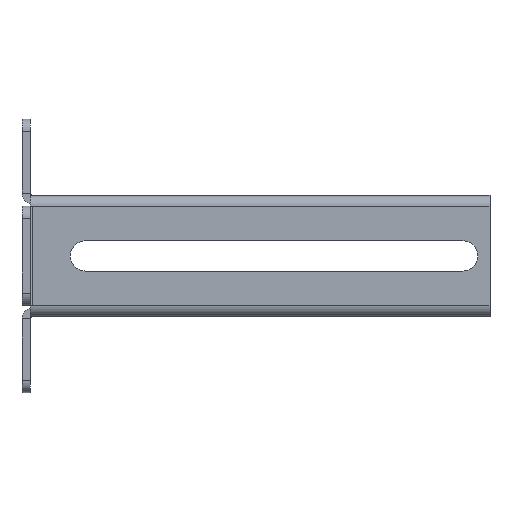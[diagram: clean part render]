
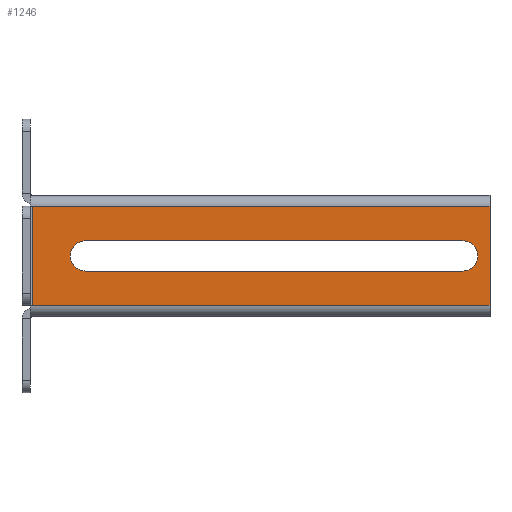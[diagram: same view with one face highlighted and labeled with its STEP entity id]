
A CAD part, top view. The second image highlights one B-rep face of the part: STEP entity #1246.
In plain terms, the highlighted planar face has unit normal (0, 0, 1).
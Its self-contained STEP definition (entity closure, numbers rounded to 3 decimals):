
#1246=ADVANCED_FACE('',(#2672,#2674),#2676,.T.);
#2672=FACE_BOUND('',#2673,.T.);
#2673=EDGE_LOOP('',(#3805,#3806,#3807,#3808));
#2674=FACE_BOUND('',#2675,.T.);
#2675=EDGE_LOOP('',(#3809,#3810,#3811,#3812));
#2676=PLANE('',#2677);
#2677=AXIS2_PLACEMENT_3D('',#2678,#2679,#2680);
#2678=CARTESIAN_POINT('',(0.,0.,3.5));
#2679=DIRECTION('',(0.,0.,1.));
#2680=DIRECTION('',(1.,0.,0.));
#3805=ORIENTED_EDGE('',*,*,#4424,.T.);
#3806=ORIENTED_EDGE('',*,*,#4425,.T.);
#3807=ORIENTED_EDGE('',*,*,#4426,.T.);
#3808=ORIENTED_EDGE('',*,*,#4402,.T.);
#3809=ORIENTED_EDGE('',*,*,#4427,.T.);
#3810=ORIENTED_EDGE('',*,*,#4428,.T.);
#3811=ORIENTED_EDGE('',*,*,#4429,.T.);
#3812=ORIENTED_EDGE('',*,*,#4430,.T.);
#4402=EDGE_CURVE('',#5130,#5128,#5131,.T.);
#4424=EDGE_CURVE('',#5128,#5165,#5166,.T.);
#4425=EDGE_CURVE('',#5165,#5167,#5168,.T.);
#4426=EDGE_CURVE('',#5167,#5130,#5169,.T.);
#4427=EDGE_CURVE('',#5170,#5171,#5172,.T.);
#4428=EDGE_CURVE('',#5171,#5173,#5174,.F.);
#4429=EDGE_CURVE('',#5173,#5175,#5176,.T.);
#4430=EDGE_CURVE('',#5175,#5170,#5177,.F.);
#5128=VERTEX_POINT('',#6758);
#5130=VERTEX_POINT('',#6762);
#5131=LINE('',#6763,#6764);
#5165=VERTEX_POINT('',#6848);
#5166=LINE('',#6849,#6850);
#5167=VERTEX_POINT('',#6852);
#5168=LINE('',#6853,#6854);
#5169=LINE('',#6856,#6857);
#5170=VERTEX_POINT('',#6859);
#5171=VERTEX_POINT('',#6860);
#5172=CIRCLE('',#6861,6.25);
#5173=VERTEX_POINT('',#6865);
#5174=LINE('',#6866,#6867);
#5175=VERTEX_POINT('',#6869);
#5176=CIRCLE('',#6870,6.25);
#5177=LINE('',#6874,#6875);
#6758=CARTESIAN_POINT('',(1.,45.5,3.5));
#6762=CARTESIAN_POINT('',(190.,45.5,3.5));
#6763=CARTESIAN_POINT('',(190.,45.5,3.5));
#6764=VECTOR('',#6765,1.);
#6765=DIRECTION('',(-1.,0.,0.));
#6848=CARTESIAN_POINT('',(1.,4.5,3.5));
#6849=CARTESIAN_POINT('',(1.,45.5,3.5));
#6850=VECTOR('',#6851,1.);
#6851=DIRECTION('',(0.,-1.,0.));
#6852=CARTESIAN_POINT('',(190.,4.5,3.5));
#6853=CARTESIAN_POINT('',(1.,4.5,3.5));
#6854=VECTOR('',#6855,1.);
#6855=DIRECTION('',(1.,0.,0.));
#6856=CARTESIAN_POINT('',(190.,4.5,3.5));
#6857=VECTOR('',#6858,1.);
#6858=DIRECTION('',(0.,1.,0.));
#6859=CARTESIAN_POINT('',(22.75,18.75,3.5));
#6860=CARTESIAN_POINT('',(22.75,31.25,3.5));
#6861=AXIS2_PLACEMENT_3D('',#6862,#6863,#6864);
#6862=CARTESIAN_POINT('',(22.75,25.,3.5));
#6863=DIRECTION('',(0.,0.,-1.));
#6864=DIRECTION('',(0.,-1.,0.));
#6865=CARTESIAN_POINT('',(178.75,31.25,3.5));
#6866=CARTESIAN_POINT('',(178.75,31.25,3.5));
#6867=VECTOR('',#6868,1.);
#6868=DIRECTION('',(-1.,0.,0.));
#6869=CARTESIAN_POINT('',(178.75,18.75,3.5));
#6870=AXIS2_PLACEMENT_3D('',#6871,#6872,#6873);
#6871=CARTESIAN_POINT('',(178.75,25.,3.5));
#6872=DIRECTION('',(0.,0.,-1.));
#6873=DIRECTION('',(0.,1.,0.));
#6874=CARTESIAN_POINT('',(22.75,18.75,3.5));
#6875=VECTOR('',#6876,1.);
#6876=DIRECTION('',(1.,0.,0.));
